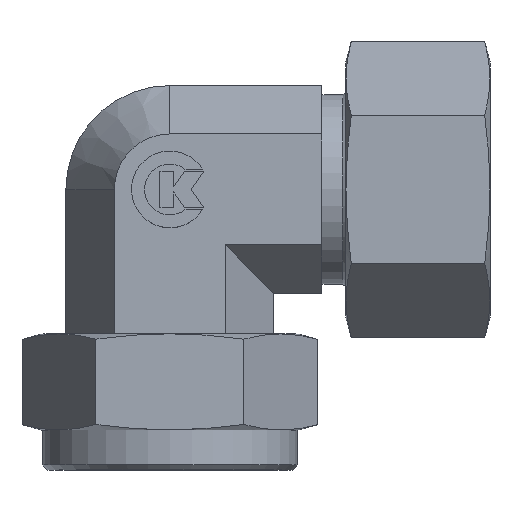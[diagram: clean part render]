
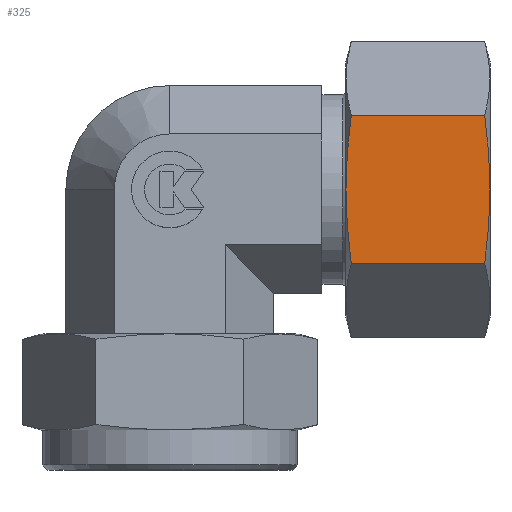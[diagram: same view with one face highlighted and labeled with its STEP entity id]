
A CAD part, top view. The second image highlights one B-rep face of the part: STEP entity #325.
In plain terms, the highlighted planar face has unit normal (0, 0, 1).
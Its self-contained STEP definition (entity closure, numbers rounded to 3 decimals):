
#325 = ADVANCED_FACE( '', ( #674 ), #675, .F. );
#674 = FACE_OUTER_BOUND( '', #1053, .T. );
#675 = PLANE( '', #1054 );
#1053 = EDGE_LOOP( '', ( #2262, #2263, #2264, #2265, #2266, #2267 ) );
#1054 = AXIS2_PLACEMENT_3D( '', #2268, #2269, #2270 );
#2262 = ORIENTED_EDGE( '', *, *, #2835, .F. );
#2263 = ORIENTED_EDGE( '', *, *, #2827, .F. );
#2264 = ORIENTED_EDGE( '', *, *, #2836, .F. );
#2265 = ORIENTED_EDGE( '', *, *, #2837, .F. );
#2266 = ORIENTED_EDGE( '', *, *, #2830, .T. );
#2267 = ORIENTED_EDGE( '', *, *, #2838, .F. );
#2268 = CARTESIAN_POINT( '', ( 40., -9.238, 16. ) );
#2269 = DIRECTION( '', ( 0., 0., -1. ) );
#2270 = DIRECTION( '', ( 0., -1., 0. ) );
#2827 = EDGE_CURVE( '', #3461, #3463, #3464, .T. );
#2830 = EDGE_CURVE( '', #3469, #3466, #3470, .T. );
#2835 = EDGE_CURVE( '', #3463, #3476, #3477, .T. );
#2836 = EDGE_CURVE( '', #3478, #3461, #3479, .T. );
#2837 = EDGE_CURVE( '', #3469, #3478, #3480, .T. );
#2838 = EDGE_CURVE( '', #3476, #3466, #3481, .T. );
#3461 = VERTEX_POINT( '', #4742 );
#3463 = VERTEX_POINT( '', #4753 );
#3464 = LINE( '', #4754, #4755 );
#3466 = VERTEX_POINT( '', #4766 );
#3469 = VERTEX_POINT( '', #4778 );
#3470 = LINE( '', #4779, #4780 );
#3476 = VERTEX_POINT( '', #4814 );
#3477 = ( B_SPLINE_CURVE( 2, ( #4816, #4817, #4818 ), .UNSPECIFIED., .F., .F. )B_SPLINE_CURVE_WITH_KNOTS( ( 3, 3 ), ( 7.719, 18.039 ), .UNSPECIFIED. )RATIONAL_B_SPLINE_CURVE( ( 1.058, 1.068, 1. ) )BOUNDED_CURVE(  )REPRESENTATION_ITEM( '' )GEOMETRIC_REPRESENTATION_ITEM(  )CURVE(  ) );
#3478 = VERTEX_POINT( '', #4825 );
#3479 = ( B_SPLINE_CURVE( 2, ( #4827, #4828, #4829 ), .UNSPECIFIED., .F., .F. )B_SPLINE_CURVE_WITH_KNOTS( ( 3, 3 ), ( 18.039, 28.359 ), .UNSPECIFIED. )RATIONAL_B_SPLINE_CURVE( ( 1., 1.068, 1.058 ) )BOUNDED_CURVE(  )REPRESENTATION_ITEM( '' )GEOMETRIC_REPRESENTATION_ITEM(  )CURVE(  ) );
#3480 = ( B_SPLINE_CURVE( 2, ( #4837, #4838, #4839 ), .UNSPECIFIED., .F., .F. )B_SPLINE_CURVE_WITH_KNOTS( ( 3, 3 ), ( 7.719, 18.039 ), .UNSPECIFIED. )RATIONAL_B_SPLINE_CURVE( ( 1.058, 1.068, 1. ) )BOUNDED_CURVE(  )REPRESENTATION_ITEM( '' )GEOMETRIC_REPRESENTATION_ITEM(  )CURVE(  ) );
#3481 = ( B_SPLINE_CURVE( 2, ( #4847, #4848, #4849 ), .UNSPECIFIED., .F., .F. )B_SPLINE_CURVE_WITH_KNOTS( ( 3, 3 ), ( 18.039, 28.359 ), .UNSPECIFIED. )RATIONAL_B_SPLINE_CURVE( ( 1., 1.068, 1.058 ) )BOUNDED_CURVE(  )REPRESENTATION_ITEM( '' )GEOMETRIC_REPRESENTATION_ITEM(  )CURVE(  ) );
#4742 = CARTESIAN_POINT( '', ( 39.337, -9.238, 16. ) );
#4753 = CARTESIAN_POINT( '', ( 22.663, -9.238, 16. ) );
#4754 = CARTESIAN_POINT( '', ( 40., -9.238, 16. ) );
#4755 = VECTOR( '', #5550, 1. );
#4766 = CARTESIAN_POINT( '', ( 22.663, 9.238, 16. ) );
#4778 = CARTESIAN_POINT( '', ( 39.337, 9.238, 16. ) );
#4779 = CARTESIAN_POINT( '', ( 40., 9.238, 16. ) );
#4780 = VECTOR( '', #5551, 1. );
#4814 = CARTESIAN_POINT( '', ( 22., 0., 16. ) );
#4816 = CARTESIAN_POINT( '', ( 22.663, -9.238, 16. ) );
#4817 = CARTESIAN_POINT( '', ( 22., -4.287, 16. ) );
#4818 = CARTESIAN_POINT( '', ( 22., 0., 16. ) );
#4825 = CARTESIAN_POINT( '', ( 40., 0., 16. ) );
#4827 = CARTESIAN_POINT( '', ( 40., 0., 16. ) );
#4828 = CARTESIAN_POINT( '', ( 40., -4.287, 16. ) );
#4829 = CARTESIAN_POINT( '', ( 39.337, -9.238, 16. ) );
#4837 = CARTESIAN_POINT( '', ( 39.337, 9.238, 16. ) );
#4838 = CARTESIAN_POINT( '', ( 40., 4.287, 16. ) );
#4839 = CARTESIAN_POINT( '', ( 40., 0., 16. ) );
#4847 = CARTESIAN_POINT( '', ( 22., 0., 16. ) );
#4848 = CARTESIAN_POINT( '', ( 22., 4.287, 16. ) );
#4849 = CARTESIAN_POINT( '', ( 22.663, 9.238, 16. ) );
#5550 = DIRECTION( '', ( -1., 0., 0. ) );
#5551 = DIRECTION( '', ( -1., 0., 0. ) );
